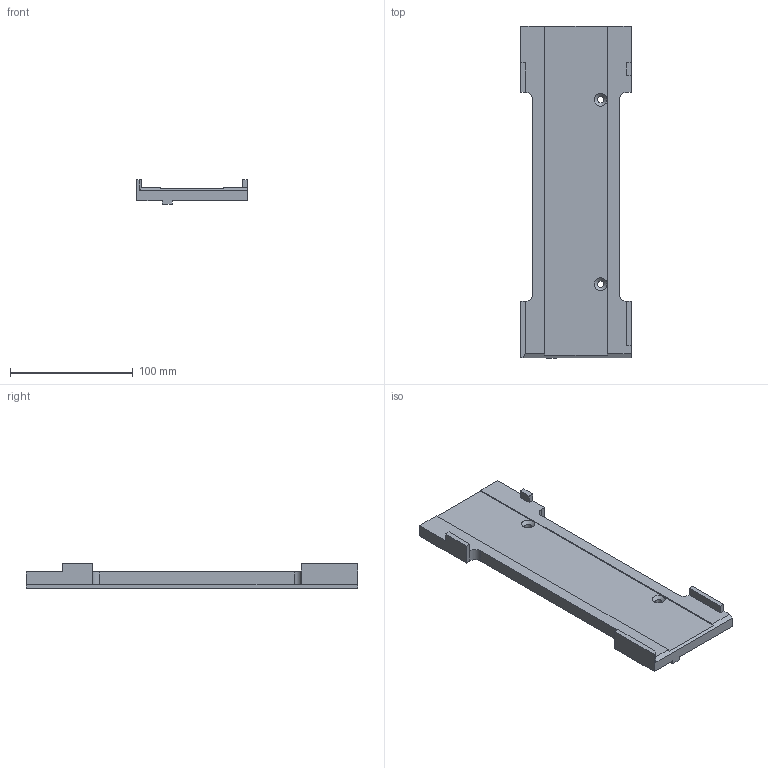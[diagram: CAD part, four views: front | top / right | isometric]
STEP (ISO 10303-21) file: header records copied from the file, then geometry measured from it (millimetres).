
FILE_DESCRIPTION(/* description */ ('Unknown'),/* implementation_level */ '2;1');
FILE_NAME(/* name */ 'I-HTG35-246-10-0 sôle indexage',/* time_stamp */ '2023-06-26T15:31:47+02:00',/* author */ ('Unknown'),/* organization */ ('Unknown'),/* preprocessor_version */ 'ST-DEVELOPER v18.1',/* originating_system */ 'Solid Edge',/* authorisation */ 'Unknown');
FILE_SCHEMA (('AUTOMOTIVE_DESIGN {1 0 10303 214 3 1 1}'));
Length unit declared in the file: millimetre
Products named in the file (1): I-HTG35-246-10 s犨e indexage
Bounding box: 90 x 270 x 20 mm (x, y, z)
Volume: 213356.3 mm3; surface area: 53456.6 mm2
Topology: 1 solids, 1 shells, 44 faces, 122 edges, 80 vertices
Faces by surface type: plane 36, cylinder 6, cone 2
Full cylindrical faces by diameter (mm): 5.5 x2
Entity records: 1388 total; most frequent: CARTESIAN_POINT 239, ORIENTED_EDGE 232, DIRECTION 220, EDGE_CURVE 116, LINE 102, VECTOR 102, VERTEX_POINT 78, AXIS2_PLACEMENT_3D 59
